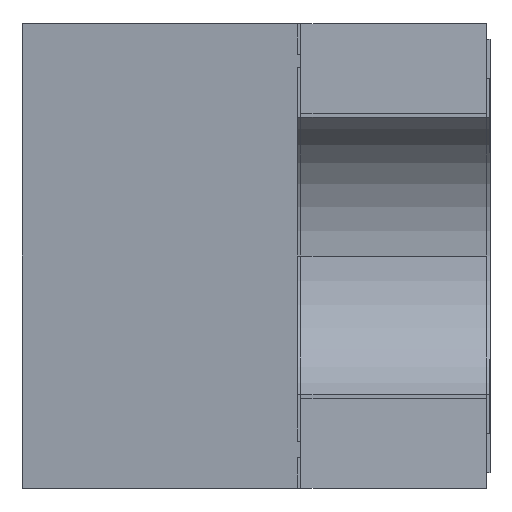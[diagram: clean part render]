
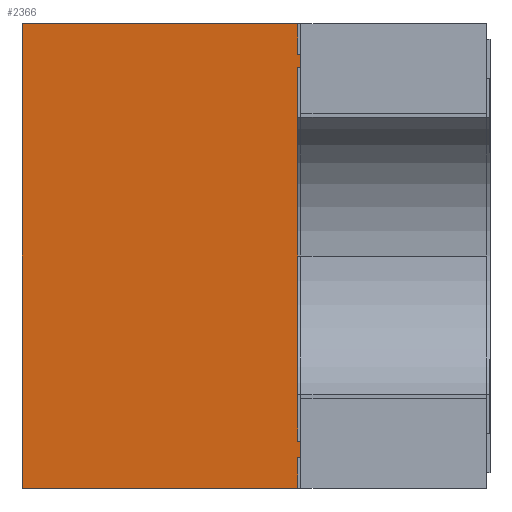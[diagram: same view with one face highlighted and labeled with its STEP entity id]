
A CAD part, left-side view. The second image highlights one B-rep face of the part: STEP entity #2366.
In plain terms, the highlighted planar face has unit normal (-0.994, 0.111, 0).
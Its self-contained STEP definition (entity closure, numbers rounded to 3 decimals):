
#108 = ORIENTED_EDGE ( 'NONE', *, *, #2335, .F. ) ;
#119 = EDGE_CURVE ( 'NONE', #891, #2075, #2880, .T. ) ;
#149 = DIRECTION ( 'NONE',  ( 0., 0., -1. ) ) ;
#290 = LINE ( 'NONE', #2784, #1090 ) ;
#334 = PLANE ( 'NONE',  #2959 ) ;
#432 = CARTESIAN_POINT ( 'NONE',  ( -1., 0.3, 0.75 ) ) ;
#645 = DIRECTION ( 'NONE',  ( 0., 0., -1. ) ) ;
#681 = DIRECTION ( 'NONE',  ( 0.111, 0.994, 0. ) ) ;
#708 = ORIENTED_EDGE ( 'NONE', *, *, #824, .F. ) ;
#824 = EDGE_CURVE ( 'NONE', #891, #2968, #2121, .T. ) ;
#868 = ORIENTED_EDGE ( 'NONE', *, *, #119, .T. ) ;
#891 = VERTEX_POINT ( 'NONE', #3851 ) ;
#963 = ORIENTED_EDGE ( 'NONE', *, *, #3741, .T. ) ;
#1090 = VECTOR ( 'NONE', #645, 1000. ) ;
#1535 = DIRECTION ( 'NONE',  ( 0.111, 0.994, 0. ) ) ;
#1586 = VERTEX_POINT ( 'NONE', #1909 ) ;
#1623 = VECTOR ( 'NONE', #681, 1000. ) ;
#1848 = CARTESIAN_POINT ( 'NONE',  ( -1.021, 0.114, -0.75 ) ) ;
#1909 = CARTESIAN_POINT ( 'NONE',  ( -0.899, 1.2, -0.75 ) ) ;
#2075 = VERTEX_POINT ( 'NONE', #3191 ) ;
#2121 = LINE ( 'NONE', #432, #3568 ) ;
#2161 = DIRECTION ( 'NONE',  ( -0.111, -0.994, 0. ) ) ;
#2335 = EDGE_CURVE ( 'NONE', #2968, #1586, #2739, .T. ) ;
#2366 = ADVANCED_FACE ( 'NONE', ( #3477 ), #334, .T. ) ;
#2739 = LINE ( 'NONE', #1848, #3137 ) ;
#2754 = CARTESIAN_POINT ( 'NONE',  ( -1.021, 0.114, 0.75 ) ) ;
#2769 = DIRECTION ( 'NONE',  ( -0.994, 0.111, 0. ) ) ;
#2784 = CARTESIAN_POINT ( 'NONE',  ( -0.899, 1.2, 0.75 ) ) ;
#2880 = LINE ( 'NONE', #3629, #1623 ) ;
#2959 = AXIS2_PLACEMENT_3D ( 'NONE', #2754, #2769, #2161 ) ;
#2968 = VERTEX_POINT ( 'NONE', #3809 ) ;
#3137 = VECTOR ( 'NONE', #1535, 1000. ) ;
#3191 = CARTESIAN_POINT ( 'NONE',  ( -0.899, 1.2, 0.75 ) ) ;
#3477 = FACE_OUTER_BOUND ( 'NONE', #3619, .T. ) ;
#3568 = VECTOR ( 'NONE', #149, 1000. ) ;
#3619 = EDGE_LOOP ( 'NONE', ( #108, #708, #868, #963 ) ) ;
#3629 = CARTESIAN_POINT ( 'NONE',  ( -1.021, 0.114, 0.75 ) ) ;
#3741 = EDGE_CURVE ( 'NONE', #2075, #1586, #290, .T. ) ;
#3809 = CARTESIAN_POINT ( 'NONE',  ( -1., 0.3, -0.75 ) ) ;
#3851 = CARTESIAN_POINT ( 'NONE',  ( -1., 0.3, 0.75 ) ) ;
